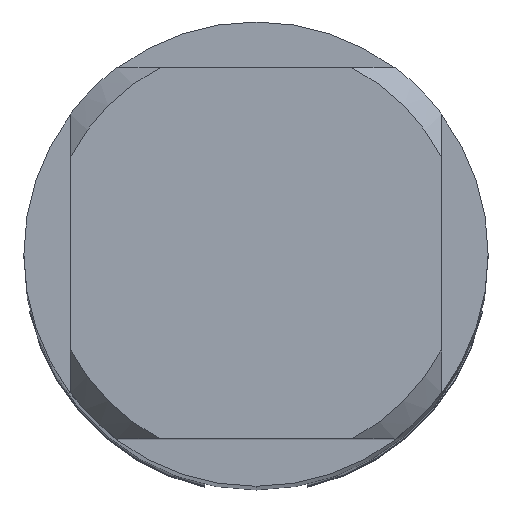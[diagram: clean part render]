
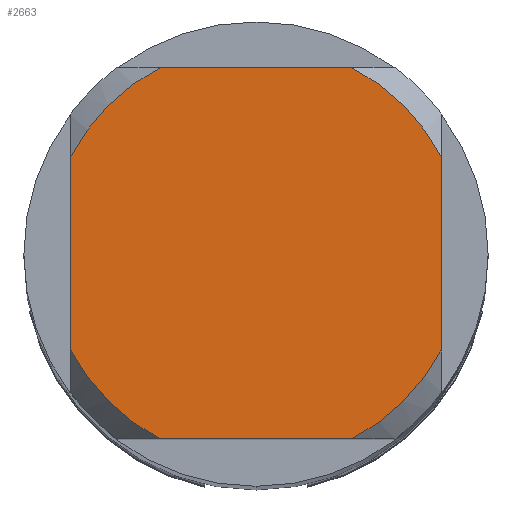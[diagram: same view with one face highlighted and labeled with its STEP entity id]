
A CAD part, top view. The second image highlights one B-rep face of the part: STEP entity #2663.
In plain terms, the highlighted planar face has unit normal (0, 0, 1).
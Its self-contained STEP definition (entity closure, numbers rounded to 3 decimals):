
#2403=VERTEX_POINT('',#6510);
#2663=ADVANCED_FACE('',(#6791),#6792,.T.);
#2709=EDGE_CURVE('',#4773,#4455,#6839,.T.);
#3153=EDGE_CURVE('',#6031,#2403,#7329,.T.);
#3527=VERTEX_POINT('',#7734);
#4117=EDGE_CURVE('',#3527,#2403,#8364,.T.);
#4187=VERTEX_POINT('',#8439);
#4413=EDGE_CURVE('',#4773,#5231,#8690,.T.);
#4455=VERTEX_POINT('',#8734);
#4531=EDGE_CURVE('',#3527,#4455,#8817,.T.);
#4595=EDGE_CURVE('',#4999,#4187,#8887,.T.);
#4691=EDGE_CURVE('',#6031,#4187,#8991,.T.);
#4773=VERTEX_POINT('',#9082);
#4999=VERTEX_POINT('',#9328);
#5231=VERTEX_POINT('',#9573);
#5399=EDGE_CURVE('',#4999,#5231,#9758,.T.);
#6031=VERTEX_POINT('',#10449);
#6510=CARTESIAN_POINT('',(-2.062,4.0,0.0));
#6791=FACE_OUTER_BOUND('',#11757,.T.);
#6792=PLANE('',#11758);
#6839=LINE('',#11855,#11856);
#7329=CIRCLE('',#12862,4.5);
#7734=CARTESIAN_POINT('',(2.062,4.0,0.0));
#8364=LINE('',#14838,#14839);
#8439=CARTESIAN_POINT('',(-4.0,-2.062,0.0));
#8690=CIRCLE('',#15442,4.5);
#8734=CARTESIAN_POINT('',(4.0,2.062,0.0));
#8817=CIRCLE('',#15678,4.5);
#8887=CIRCLE('',#15837,4.5);
#8991=LINE('',#16056,#16057);
#9082=CARTESIAN_POINT('',(4.0,-2.062,0.0));
#9328=CARTESIAN_POINT('',(-2.062,-4.0,0.0));
#9573=CARTESIAN_POINT('',(2.062,-4.0,0.0));
#9758=LINE('',#17688,#17689);
#10449=CARTESIAN_POINT('',(-4.0,2.062,0.0));
#11757=EDGE_LOOP('',(#19811,#19812,#19813,#19814,#19815,#19816,#19817,#19818));
#11758=AXIS2_PLACEMENT_3D('',#19819,#19820,#19821);
#11855=CARTESIAN_POINT('',(4.0,1.125,0.0));
#11856=VECTOR('',#19943,1.0);
#12862=AXIS2_PLACEMENT_3D('',#20505,#20506,#20507);
#14838=CARTESIAN_POINT('',(0.0,4.0,0.0));
#14839=VECTOR('',#21491,1.0);
#15442=AXIS2_PLACEMENT_3D('',#21920,#21921,#21922);
#15678=AXIS2_PLACEMENT_3D('',#22130,#22131,#22132);
#15837=AXIS2_PLACEMENT_3D('',#22202,#22203,#22204);
#16056=CARTESIAN_POINT('',(-4.0,1.125,0.0));
#16057=VECTOR('',#22296,1.0);
#17688=CARTESIAN_POINT('',(0.0,-4.0,0.0));
#17689=VECTOR('',#23022,1.0);
#19811=ORIENTED_EDGE('',*,*,#4691,.T.);
#19812=ORIENTED_EDGE('',*,*,#4595,.F.);
#19813=ORIENTED_EDGE('',*,*,#5399,.T.);
#19814=ORIENTED_EDGE('',*,*,#4413,.F.);
#19815=ORIENTED_EDGE('',*,*,#2709,.T.);
#19816=ORIENTED_EDGE('',*,*,#4531,.F.);
#19817=ORIENTED_EDGE('',*,*,#4117,.T.);
#19818=ORIENTED_EDGE('',*,*,#3153,.F.);
#19819=CARTESIAN_POINT('',(0.0,2.25,0.0));
#19820=DIRECTION('',(-0.0,0.0,1.0));
#19821=DIRECTION('',(0.0,-1.0,0.0));
#19943=DIRECTION('',(-0.0,1.0,0.0));
#20505=CARTESIAN_POINT('',(0.0,0.0,0.0));
#20506=DIRECTION('',(0.0,0.0,-1.0));
#20507=DIRECTION('',(0.0,1.0,0.0));
#21491=DIRECTION('',(-1.0,0.0,0.0));
#21920=CARTESIAN_POINT('',(0.0,0.0,0.0));
#21921=DIRECTION('',(0.0,0.0,-1.0));
#21922=DIRECTION('',(0.0,1.0,0.0));
#22130=CARTESIAN_POINT('',(0.0,0.0,0.0));
#22131=DIRECTION('',(0.0,0.0,-1.0));
#22132=DIRECTION('',(0.0,1.0,0.0));
#22202=CARTESIAN_POINT('',(0.0,0.0,0.0));
#22203=DIRECTION('',(0.0,0.0,-1.0));
#22204=DIRECTION('',(0.0,1.0,0.0));
#22296=DIRECTION('',(-0.0,-1.0,0.0));
#23022=DIRECTION('',(1.0,0.0,0.0));
